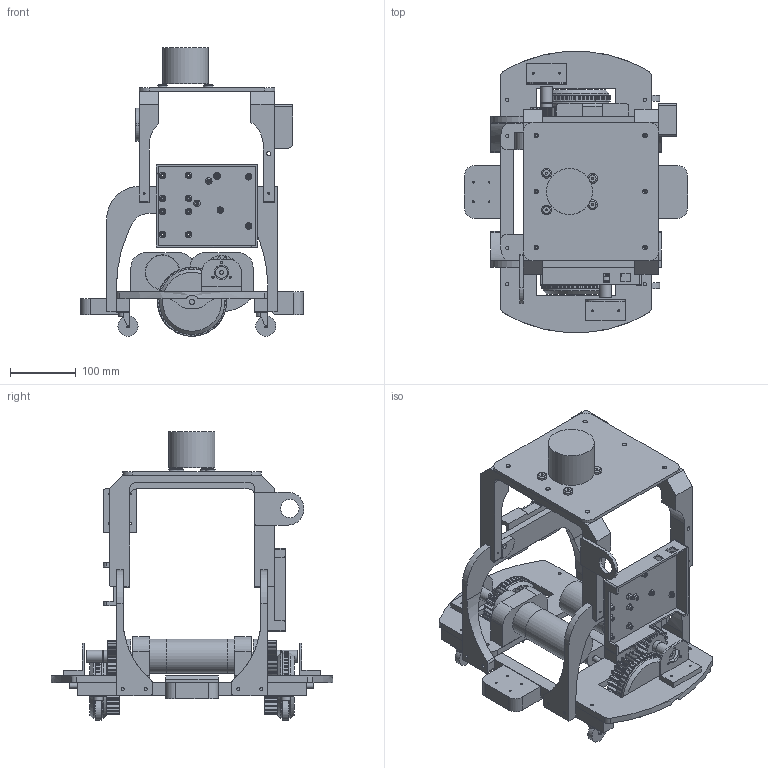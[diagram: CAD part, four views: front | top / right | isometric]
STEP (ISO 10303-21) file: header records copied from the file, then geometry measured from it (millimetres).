
FILE_DESCRIPTION(/* description */ (''),/* implementation_level */ '2;1');
FILE_NAME(/* name */ 'Robot2 v5.step',/* time_stamp */ '2020-07-07T14:42:06-04:00',/* author */ (''),/* organization */ (''),/* preprocessor_version */ 'ST-DEVELOPER v18.1',/* originating_system */ 'Autodesk Translation Framework v9.3.0.1241',/* authorisation */ '');
FILE_SCHEMA (('AUTOMOTIVE_DESIGN { 1 0 10303 214 3 1 1 }'));
Length unit declared in the file: millimetre
Products named in the file (3): Robot2; Drive1; Sub_Wheel
Assembly tree (6 placements, depth 2):
  Robot2
    Drive1  x2
    Sub_Wheel  x4
Bounding box: 340 x 429.31 x 439.41 mm (x, y, z)
Volume: 4600682.6 mm3; surface area: 981808.8 mm2
Topology: 41 solids, 41 shells, 2198 faces, 6060 edges, 4012 vertices
Faces by surface type: cylinder 1026, plane 922, bspline 190, cone 60
Full cylindrical faces by diameter (mm): 1 x16, 2.415 x1, 2.5 x16, 2.8 x61, 3 x4, 3.2 x6, 4.5 x34, 6 x30, 6.1 x4, 7 x4, 8 x5, 8.2 x1, 12 x2, 12.3 x2, 15 x6, 18 x4, 22 x2, 22.1 x8, 28 x1, 30.745 x4, 32 x4, 51.873 x2, 52 x4, 53 x2, 70 x1, 94 x4, 100 x4
Entity records: 44930 total; most frequent: CARTESIAN_POINT 11718, ORIENTED_EDGE 6936, DIRECTION 6832, EDGE_CURVE 3468, AXIS2_PLACEMENT_3D 2393, VERTEX_POINT 2293, LINE 2046, VECTOR 2046
